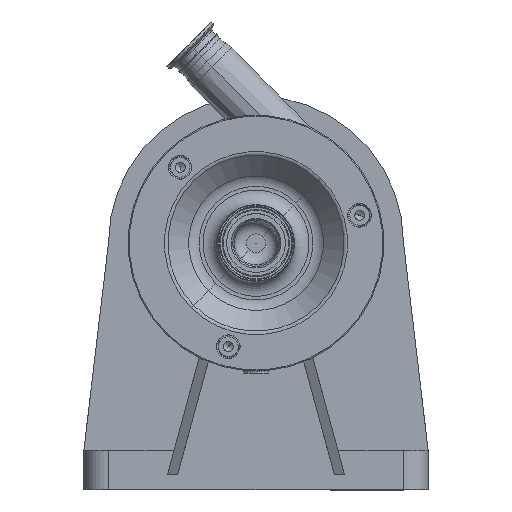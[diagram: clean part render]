
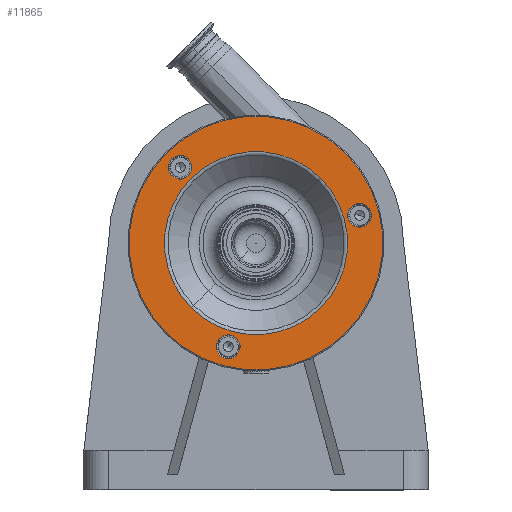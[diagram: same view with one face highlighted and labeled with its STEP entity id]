
A CAD part, top view. The second image highlights one B-rep face of the part: STEP entity #11865.
In plain terms, the highlighted planar face has unit normal (0, 0, 1).
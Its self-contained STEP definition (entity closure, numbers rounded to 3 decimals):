
#293 = EDGE_LOOP ( 'NONE', ( #18452, #12827 ) ) ;
#300 = EDGE_LOOP ( 'NONE', ( #8833, #6184 ) ) ;
#639 = DIRECTION ( 'NONE',  ( -0.707, -0.707, 0. ) ) ;
#944 = DIRECTION ( 'NONE',  ( -0.707, -0.707, 0. ) ) ;
#1031 = VERTEX_POINT ( 'NONE', #16348 ) ;
#1056 = EDGE_CURVE ( 'NONE', #3652, #18560, #15656, .T. ) ;
#1117 = FACE_OUTER_BOUND ( 'NONE', #15679, .T. ) ;
#1149 = CARTESIAN_POINT ( 'NONE',  ( 91.217, 341.217, 93.5 ) ) ;
#1173 = CARTESIAN_POINT ( 'NONE',  ( 0., 250., 93.5 ) ) ;
#1353 = CARTESIAN_POINT ( 'NONE',  ( -68.589, 335.56, 93.5 ) ) ;
#1536 = CARTESIAN_POINT ( 'NONE',  ( -85.56, 318.589, 93.5 ) ) ;
#1553 = CARTESIAN_POINT ( 'NONE',  ( -28.211, 144.714, 93.5 ) ) ;
#1648 = EDGE_CURVE ( 'NONE', #17659, #1031, #12818, .T. ) ;
#1880 = CARTESIAN_POINT ( 'NONE',  ( -65.811, 184.189, 93.5 ) ) ;
#1943 = AXIS2_PLACEMENT_3D ( 'NONE', #1173, #4308, #11575 ) ;
#2026 = ORIENTED_EDGE ( 'NONE', *, *, #17258, .T. ) ;
#2830 = FACE_BOUND ( 'NONE', #293, .T. ) ;
#3084 = ORIENTED_EDGE ( 'NONE', *, *, #17970, .T. ) ;
#3383 = AXIS2_PLACEMENT_3D ( 'NONE', #14332, #7091, #10304 ) ;
#3453 = CARTESIAN_POINT ( 'NONE',  ( 105.286, 278.211, 93.5 ) ) ;
#3610 = DIRECTION ( 'NONE',  ( 0., 0., -1. ) ) ;
#3652 = VERTEX_POINT ( 'NONE', #8628 ) ;
#4007 = DIRECTION ( 'NONE',  ( -0.707, -0.707, 0. ) ) ;
#4247 = DIRECTION ( 'NONE',  ( 0., 0., -1. ) ) ;
#4308 = DIRECTION ( 'NONE',  ( 0., 0., -1. ) ) ;
#4393 = ORIENTED_EDGE ( 'NONE', *, *, #11322, .F. ) ;
#4785 = DIRECTION ( 'NONE',  ( 0., 0., -1. ) ) ;
#5175 = CARTESIAN_POINT ( 'NONE',  ( 113.771, 286.697, 93.5 ) ) ;
#5298 = CARTESIAN_POINT ( 'NONE',  ( 105.286, 278.211, 93.5 ) ) ;
#5402 = AXIS2_PLACEMENT_3D ( 'NONE', #14048, #11117, #6971 ) ;
#5497 = FACE_BOUND ( 'NONE', #12089, .T. ) ;
#6184 = ORIENTED_EDGE ( 'NONE', *, *, #8882, .T. ) ;
#6236 = DIRECTION ( 'NONE',  ( 0., 0., -1. ) ) ;
#6971 = DIRECTION ( 'NONE',  ( -0.707, -0.707, 0. ) ) ;
#7091 = DIRECTION ( 'NONE',  ( 0., 0., -1. ) ) ;
#7293 = FACE_BOUND ( 'NONE', #300, .T. ) ;
#7339 = AXIS2_PLACEMENT_3D ( 'NONE', #12750, #8643, #14355 ) ;
#7962 = CIRCLE ( 'NONE', #3383, 93.071 ) ;
#8318 = CARTESIAN_POINT ( 'NONE',  ( -77.075, 327.075, 93.5 ) ) ;
#8401 = CIRCLE ( 'NONE', #12671, 12. ) ;
#8585 = VERTEX_POINT ( 'NONE', #1880 ) ;
#8628 = CARTESIAN_POINT ( 'NONE',  ( -19.726, 153.199, 93.5 ) ) ;
#8643 = DIRECTION ( 'NONE',  ( 0., 0., -1. ) ) ;
#8727 = CARTESIAN_POINT ( 'NONE',  ( 96.801, 269.726, 93.5 ) ) ;
#8833 = ORIENTED_EDGE ( 'NONE', *, *, #10350, .T. ) ;
#8882 = EDGE_CURVE ( 'NONE', #17377, #14112, #13493, .T. ) ;
#8988 = CARTESIAN_POINT ( 'NONE',  ( 65.811, 315.811, 93.5 ) ) ;
#9314 = ORIENTED_EDGE ( 'NONE', *, *, #1056, .T. ) ;
#10162 = DIRECTION ( 'NONE',  ( 0., 0., -1. ) ) ;
#10253 = EDGE_LOOP ( 'NONE', ( #9314, #3084 ) ) ;
#10265 = CARTESIAN_POINT ( 'NONE',  ( -77.075, 327.075, 93.5 ) ) ;
#10304 = DIRECTION ( 'NONE',  ( -0.707, -0.707, 0. ) ) ;
#10350 = EDGE_CURVE ( 'NONE', #14112, #17377, #14997, .T. ) ;
#10609 = DIRECTION ( 'NONE',  ( -0.707, -0.707, 0. ) ) ;
#11110 = VERTEX_POINT ( 'NONE', #8988 ) ;
#11117 = DIRECTION ( 'NONE',  ( 0., 0., -1. ) ) ;
#11236 = DIRECTION ( 'NONE',  ( 0., 0., -1. ) ) ;
#11322 = EDGE_CURVE ( 'NONE', #1031, #17659, #16046, .T. ) ;
#11575 = DIRECTION ( 'NONE',  ( -0.707, -0.707, 0. ) ) ;
#11601 = FACE_BOUND ( 'NONE', #10253, .T. ) ;
#11853 = CARTESIAN_POINT ( 'NONE',  ( -36.697, 136.229, 93.5 ) ) ;
#11865 = ADVANCED_FACE ( 'NONE', ( #2830, #11601, #7293, #1117, #5497 ), #18656, .F. ) ;
#11987 = ORIENTED_EDGE ( 'NONE', *, *, #1648, .F. ) ;
#12045 = AXIS2_PLACEMENT_3D ( 'NONE', #18408, #10162, #944 ) ;
#12089 = EDGE_LOOP ( 'NONE', ( #18614, #2026 ) ) ;
#12279 = EDGE_CURVE ( 'NONE', #8585, #11110, #7962, .T. ) ;
#12537 = AXIS2_PLACEMENT_3D ( 'NONE', #13713, #3610, #639 ) ;
#12671 = AXIS2_PLACEMENT_3D ( 'NONE', #5298, #11236, #15604 ) ;
#12750 = CARTESIAN_POINT ( 'NONE',  ( -91.217, 341.217, 93.5 ) ) ;
#12818 = CIRCLE ( 'NONE', #12537, 129. ) ;
#12827 = ORIENTED_EDGE ( 'NONE', *, *, #13875, .T. ) ;
#12886 = AXIS2_PLACEMENT_3D ( 'NONE', #3453, #4785, #10609 ) ;
#12936 = DIRECTION ( 'NONE',  ( -0.707, -0.707, 0. ) ) ;
#13192 = DIRECTION ( 'NONE',  ( -0.707, -0.707, 0. ) ) ;
#13493 = CIRCLE ( 'NONE', #14113, 12. ) ;
#13713 = CARTESIAN_POINT ( 'NONE',  ( 0., 250., 93.5 ) ) ;
#13809 = VERTEX_POINT ( 'NONE', #5175 ) ;
#13875 = EDGE_CURVE ( 'NONE', #17876, #13809, #18386, .T. ) ;
#14048 = CARTESIAN_POINT ( 'NONE',  ( 0., 250., 93.5 ) ) ;
#14112 = VERTEX_POINT ( 'NONE', #1353 ) ;
#14113 = AXIS2_PLACEMENT_3D ( 'NONE', #10265, #4247, #12936 ) ;
#14143 = DIRECTION ( 'NONE',  ( 0., 0., -1. ) ) ;
#14180 = CIRCLE ( 'NONE', #12045, 12. ) ;
#14332 = CARTESIAN_POINT ( 'NONE',  ( 0., 250., 93.5 ) ) ;
#14355 = DIRECTION ( 'NONE',  ( -0.707, -0.707, 0. ) ) ;
#14708 = AXIS2_PLACEMENT_3D ( 'NONE', #8318, #14143, #4007 ) ;
#14997 = CIRCLE ( 'NONE', #14708, 12. ) ;
#15020 = AXIS2_PLACEMENT_3D ( 'NONE', #1553, #6236, #13192 ) ;
#15604 = DIRECTION ( 'NONE',  ( -0.707, -0.707, 0. ) ) ;
#15656 = CIRCLE ( 'NONE', #15020, 12. ) ;
#15679 = EDGE_LOOP ( 'NONE', ( #4393, #11987 ) ) ;
#16046 = CIRCLE ( 'NONE', #5402, 129. ) ;
#16348 = CARTESIAN_POINT ( 'NONE',  ( -91.217, 158.783, 93.5 ) ) ;
#17258 = EDGE_CURVE ( 'NONE', #11110, #8585, #18101, .T. ) ;
#17377 = VERTEX_POINT ( 'NONE', #1536 ) ;
#17659 = VERTEX_POINT ( 'NONE', #1149 ) ;
#17876 = VERTEX_POINT ( 'NONE', #8727 ) ;
#17970 = EDGE_CURVE ( 'NONE', #18560, #3652, #14180, .T. ) ;
#18101 = CIRCLE ( 'NONE', #1943, 93.071 ) ;
#18386 = CIRCLE ( 'NONE', #12886, 12. ) ;
#18408 = CARTESIAN_POINT ( 'NONE',  ( -28.211, 144.714, 93.5 ) ) ;
#18436 = EDGE_CURVE ( 'NONE', #13809, #17876, #8401, .T. ) ;
#18452 = ORIENTED_EDGE ( 'NONE', *, *, #18436, .T. ) ;
#18560 = VERTEX_POINT ( 'NONE', #11853 ) ;
#18614 = ORIENTED_EDGE ( 'NONE', *, *, #12279, .T. ) ;
#18656 = PLANE ( 'NONE',  #7339 ) ;
